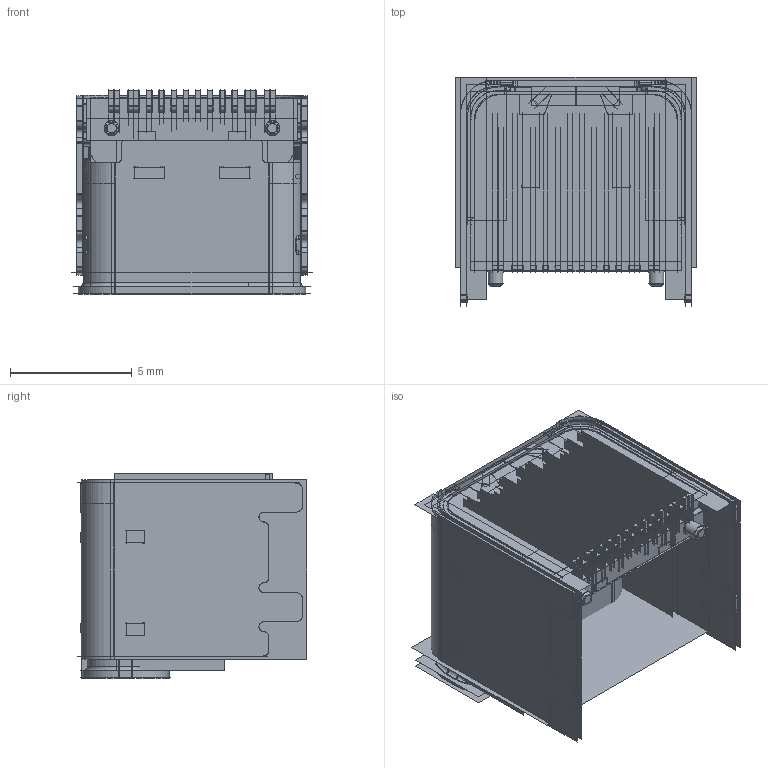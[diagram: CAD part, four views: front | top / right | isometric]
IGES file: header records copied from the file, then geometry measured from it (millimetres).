
Start section:  PTC IGES file: 5-9DIP.igs
Global section: file name: 5-9DIP.igs; native system: Pro/ENGINEER by Parametric Technology Corporation; preprocessor: 2008380; author: HP; organization: Unknown; date: 20210527.211938; units: millimetre
Bounding box: 9.85 x 9.4 x 8.41 mm (x, y, z)
Surface area: 3274.7 mm2 (no closed solid volume)
Topology: 0 solids, 0 shells, 2132 faces, 32023 edges, 41788 vertices
Faces by surface type: bspline 1364, revolution 768
